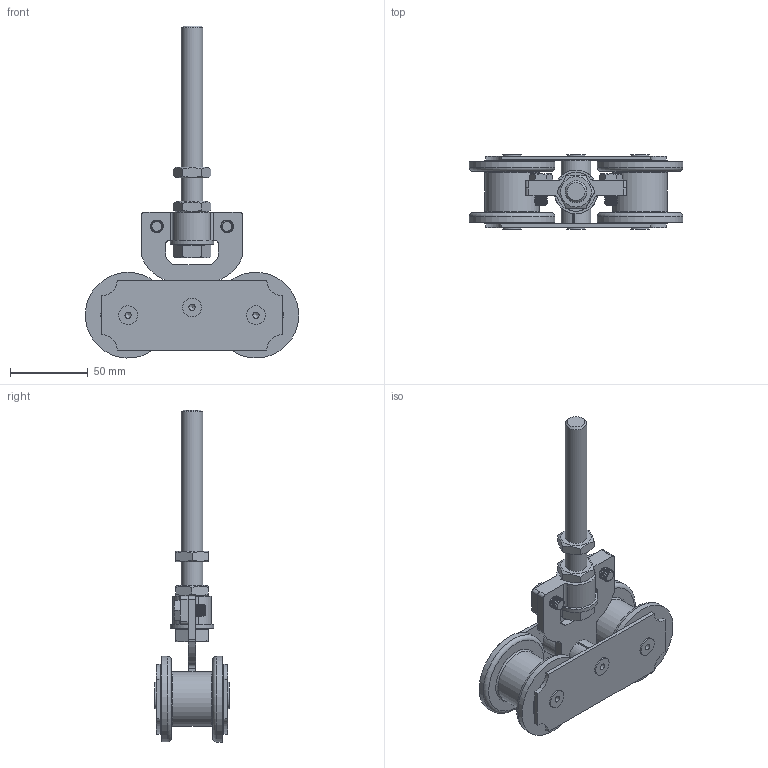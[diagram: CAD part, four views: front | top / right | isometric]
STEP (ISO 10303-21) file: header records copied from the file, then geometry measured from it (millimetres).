
FILE_DESCRIPTION(/* description */ (''),/* implementation_level */ '2;1');
FILE_NAME(/* name */ '265L.stp',/* time_stamp */ '2017-05-30T15:22:00+02:00',/* author */ ('Giuliano'),/* organization */ (''),/* preprocessor_version */ 'ST-DEVELOPER v16.5',/* originating_system */ 'Autodesk Inventor 2017',/* authorisation */ '');
FILE_SCHEMA (('AUTOMOTIVE_DESIGN { 1 0 10303 214 3 1 1 }'));
Length unit declared in the file: millimetre
Products named in the file (1): Pièce1
Bounding box: 136.9 x 48 x 212.97 mm (x, y, z)
Volume: 178975 mm3; surface area: 90327.2 mm2
Topology: 6 solids, 12 shells, 500 faces, 1324 edges, 847 vertices
Faces by surface type: plane 217, cylinder 204, cone 37, bspline 34, torus 8
Full cylindrical faces by diameter (mm): 4 x6, 8.3 x6, 8.5 x6, 9 x2, 12 x6, 14 x3, 14.2 x1, 16 x3, 16.2 x3, 19.37 x1, 25.8 x2, 26.15 x2, 28 x1, 35 x6, 55 x4
Entity records: 18644 total; most frequent: CARTESIAN_POINT 5922, DIRECTION 2558, ORIENTED_EDGE 2470, EDGE_CURVE 1235, AXIS2_PLACEMENT_3D 1006, VERTEX_POINT 835, EDGE_LOOP 650, LINE 546
